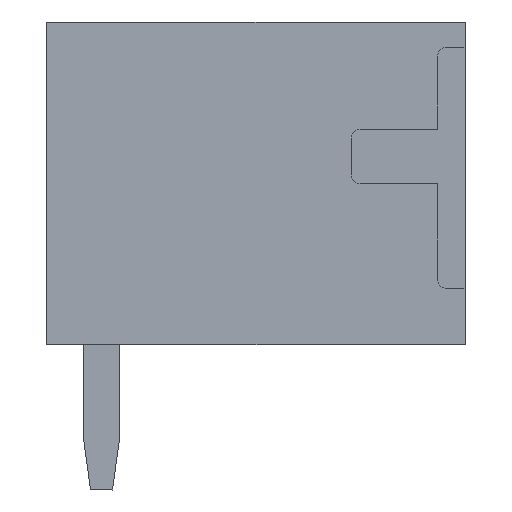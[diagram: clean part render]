
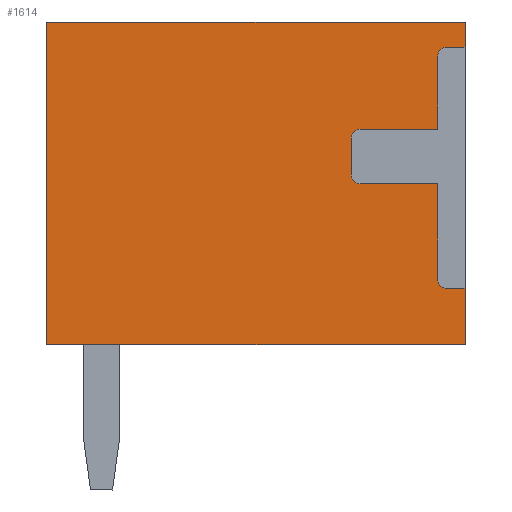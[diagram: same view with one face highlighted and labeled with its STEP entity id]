
A CAD part, left-side view. The second image highlights one B-rep face of the part: STEP entity #1614.
In plain terms, the highlighted planar face has unit normal (-1, 0, 0).
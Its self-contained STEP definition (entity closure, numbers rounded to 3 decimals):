
#1514=AXIS2_PLACEMENT_3D('Plane Axis2P3D',#1511,#1512,#1513) ;
#1530=AXIS2_PLACEMENT_3D('Circle Axis2P3D',#1528,#1529,$) ;
#1551=AXIS2_PLACEMENT_3D('Circle Axis2P3D',#1549,#1550,$) ;
#1565=AXIS2_PLACEMENT_3D('Circle Axis2P3D',#1563,#1564,$) ;
#1586=AXIS2_PLACEMENT_3D('Circle Axis2P3D',#1584,#1585,$) ;
#77=CARTESIAN_POINT('Vertex',(0.3,0.,10.3)) ;
#80=CARTESIAN_POINT('Line Origine',(0.3,0.,10.02)) ;
#84=CARTESIAN_POINT('Vertex',(0.3,0.,9.74)) ;
#105=CARTESIAN_POINT('Vertex',(0.3,0.,4.44)) ;
#108=CARTESIAN_POINT('Line Origine',(0.3,0.,3.82)) ;
#112=CARTESIAN_POINT('Vertex',(0.3,0.,3.2)) ;
#1177=CARTESIAN_POINT('Vertex',(0.3,9.2,10.3)) ;
#1180=CARTESIAN_POINT('Line Origine',(0.3,4.6,10.3)) ;
#1435=CARTESIAN_POINT('Line Origine',(0.3,4.6,3.2)) ;
#1439=CARTESIAN_POINT('Vertex',(0.3,9.2,3.2)) ;
#1511=CARTESIAN_POINT('Axis2P3D Location',(0.3,0.,0.)) ;
#1516=CARTESIAN_POINT('Line Origine',(0.3,9.2,6.75)) ;
#1521=CARTESIAN_POINT('Line Origine',(0.3,0.2,4.44)) ;
#1525=CARTESIAN_POINT('Vertex',(0.3,0.4,4.44)) ;
#1528=CARTESIAN_POINT('Axis2P3D Location',(0.3,0.4,4.64)) ;
#1532=CARTESIAN_POINT('Vertex',(0.3,0.6,4.64)) ;
#1535=CARTESIAN_POINT('Line Origine',(0.3,0.6,5.69)) ;
#1539=CARTESIAN_POINT('Vertex',(0.3,0.6,6.74)) ;
#1542=CARTESIAN_POINT('Line Origine',(0.3,1.45,6.74)) ;
#1546=CARTESIAN_POINT('Vertex',(0.3,2.3,6.74)) ;
#1549=CARTESIAN_POINT('Axis2P3D Location',(0.3,2.3,6.94)) ;
#1553=CARTESIAN_POINT('Vertex',(0.3,2.5,6.94)) ;
#1556=CARTESIAN_POINT('Line Origine',(0.3,2.5,7.34)) ;
#1560=CARTESIAN_POINT('Vertex',(0.3,2.5,7.74)) ;
#1563=CARTESIAN_POINT('Axis2P3D Location',(0.3,2.3,7.74)) ;
#1567=CARTESIAN_POINT('Vertex',(0.3,2.3,7.94)) ;
#1570=CARTESIAN_POINT('Line Origine',(0.3,1.45,7.94)) ;
#1574=CARTESIAN_POINT('Vertex',(0.3,0.6,7.94)) ;
#1577=CARTESIAN_POINT('Line Origine',(0.3,0.6,8.74)) ;
#1581=CARTESIAN_POINT('Vertex',(0.3,0.6,9.54)) ;
#1584=CARTESIAN_POINT('Axis2P3D Location',(0.3,0.4,9.54)) ;
#1588=CARTESIAN_POINT('Vertex',(0.3,0.4,9.74)) ;
#1591=CARTESIAN_POINT('Line Origine',(0.3,0.2,9.74)) ;
#81=DIRECTION('Vector Direction',(0.,0.,-1.)) ;
#109=DIRECTION('Vector Direction',(0.,0.,-1.)) ;
#1181=DIRECTION('Vector Direction',(0.,-1.,0.)) ;
#1436=DIRECTION('Vector Direction',(0.,1.,0.)) ;
#1512=DIRECTION('Axis2P3D Direction',(-1.,0.,0.)) ;
#1513=DIRECTION('Axis2P3D XDirection',(0.,-1.,0.)) ;
#1517=DIRECTION('Vector Direction',(0.,0.,1.)) ;
#1522=DIRECTION('Vector Direction',(0.,-1.,0.)) ;
#1529=DIRECTION('Axis2P3D Direction',(-1.,0.,0.)) ;
#1536=DIRECTION('Vector Direction',(0.,0.,-1.)) ;
#1543=DIRECTION('Vector Direction',(0.,-1.,0.)) ;
#1550=DIRECTION('Axis2P3D Direction',(-1.,0.,0.)) ;
#1557=DIRECTION('Vector Direction',(0.,0.,-1.)) ;
#1564=DIRECTION('Axis2P3D Direction',(-1.,0.,0.)) ;
#1571=DIRECTION('Vector Direction',(0.,1.,0.)) ;
#1578=DIRECTION('Vector Direction',(0.,0.,-1.)) ;
#1585=DIRECTION('Axis2P3D Direction',(-1.,0.,0.)) ;
#1592=DIRECTION('Vector Direction',(0.,1.,0.)) ;
#82=VECTOR('Line Direction',#81,1.) ;
#110=VECTOR('Line Direction',#109,1.) ;
#1182=VECTOR('Line Direction',#1181,1.) ;
#1437=VECTOR('Line Direction',#1436,1.) ;
#1518=VECTOR('Line Direction',#1517,1.) ;
#1523=VECTOR('Line Direction',#1522,1.) ;
#1537=VECTOR('Line Direction',#1536,1.) ;
#1544=VECTOR('Line Direction',#1543,1.) ;
#1558=VECTOR('Line Direction',#1557,1.) ;
#1572=VECTOR('Line Direction',#1571,1.) ;
#1579=VECTOR('Line Direction',#1578,1.) ;
#1593=VECTOR('Line Direction',#1592,1.) ;
#1597=ORIENTED_EDGE('',*,*,#86,.T.) ;
#1598=ORIENTED_EDGE('',*,*,#1184,.T.) ;
#1599=ORIENTED_EDGE('',*,*,#1520,.T.) ;
#1600=ORIENTED_EDGE('',*,*,#1441,.T.) ;
#1601=ORIENTED_EDGE('',*,*,#114,.T.) ;
#1602=ORIENTED_EDGE('',*,*,#1527,.T.) ;
#1603=ORIENTED_EDGE('',*,*,#1534,.T.) ;
#1604=ORIENTED_EDGE('',*,*,#1541,.T.) ;
#1605=ORIENTED_EDGE('',*,*,#1548,.T.) ;
#1606=ORIENTED_EDGE('',*,*,#1555,.T.) ;
#1607=ORIENTED_EDGE('',*,*,#1562,.T.) ;
#1608=ORIENTED_EDGE('',*,*,#1569,.T.) ;
#1609=ORIENTED_EDGE('',*,*,#1576,.T.) ;
#1610=ORIENTED_EDGE('',*,*,#1583,.T.) ;
#1611=ORIENTED_EDGE('',*,*,#1590,.T.) ;
#1612=ORIENTED_EDGE('',*,*,#1595,.T.) ;
#1614=ADVANCED_FACE('HOUSING',(#1613),#1515,.T.) ;
#1531=CIRCLE('generated circle',#1530,0.2) ;
#1552=CIRCLE('generated circle',#1551,0.2) ;
#1566=CIRCLE('generated circle',#1565,0.2) ;
#1587=CIRCLE('generated circle',#1586,0.2) ;
#86=EDGE_CURVE('',#85,#78,#83,.F.) ;
#114=EDGE_CURVE('',#113,#106,#111,.F.) ;
#1184=EDGE_CURVE('',#78,#1178,#1183,.F.) ;
#1441=EDGE_CURVE('',#1440,#113,#1438,.F.) ;
#1520=EDGE_CURVE('',#1178,#1440,#1519,.F.) ;
#1527=EDGE_CURVE('',#106,#1526,#1524,.F.) ;
#1534=EDGE_CURVE('',#1526,#1533,#1531,.F.) ;
#1541=EDGE_CURVE('',#1533,#1540,#1538,.F.) ;
#1548=EDGE_CURVE('',#1540,#1547,#1545,.F.) ;
#1555=EDGE_CURVE('',#1547,#1554,#1552,.F.) ;
#1562=EDGE_CURVE('',#1554,#1561,#1559,.F.) ;
#1569=EDGE_CURVE('',#1561,#1568,#1566,.F.) ;
#1576=EDGE_CURVE('',#1568,#1575,#1573,.F.) ;
#1583=EDGE_CURVE('',#1575,#1582,#1580,.F.) ;
#1590=EDGE_CURVE('',#1582,#1589,#1587,.F.) ;
#1595=EDGE_CURVE('',#1589,#85,#1594,.F.) ;
#1596=EDGE_LOOP('',(#1597,#1598,#1599,#1600,#1601,#1602,#1603,#1604,#1605,#1606,#1607,#1608,#1609,#1610,#1611,#1612)) ;
#1613=FACE_OUTER_BOUND('',#1596,.T.) ;
#83=LINE('Line',#80,#82) ;
#111=LINE('Line',#108,#110) ;
#1183=LINE('Line',#1180,#1182) ;
#1438=LINE('Line',#1435,#1437) ;
#1519=LINE('Line',#1516,#1518) ;
#1524=LINE('Line',#1521,#1523) ;
#1538=LINE('Line',#1535,#1537) ;
#1545=LINE('Line',#1542,#1544) ;
#1559=LINE('Line',#1556,#1558) ;
#1573=LINE('Line',#1570,#1572) ;
#1580=LINE('Line',#1577,#1579) ;
#1594=LINE('Line',#1591,#1593) ;
#1515=PLANE('',#1514) ;
#78=VERTEX_POINT('',#77) ;
#85=VERTEX_POINT('',#84) ;
#106=VERTEX_POINT('',#105) ;
#113=VERTEX_POINT('',#112) ;
#1178=VERTEX_POINT('',#1177) ;
#1440=VERTEX_POINT('',#1439) ;
#1526=VERTEX_POINT('',#1525) ;
#1533=VERTEX_POINT('',#1532) ;
#1540=VERTEX_POINT('',#1539) ;
#1547=VERTEX_POINT('',#1546) ;
#1554=VERTEX_POINT('',#1553) ;
#1561=VERTEX_POINT('',#1560) ;
#1568=VERTEX_POINT('',#1567) ;
#1575=VERTEX_POINT('',#1574) ;
#1582=VERTEX_POINT('',#1581) ;
#1589=VERTEX_POINT('',#1588) ;
